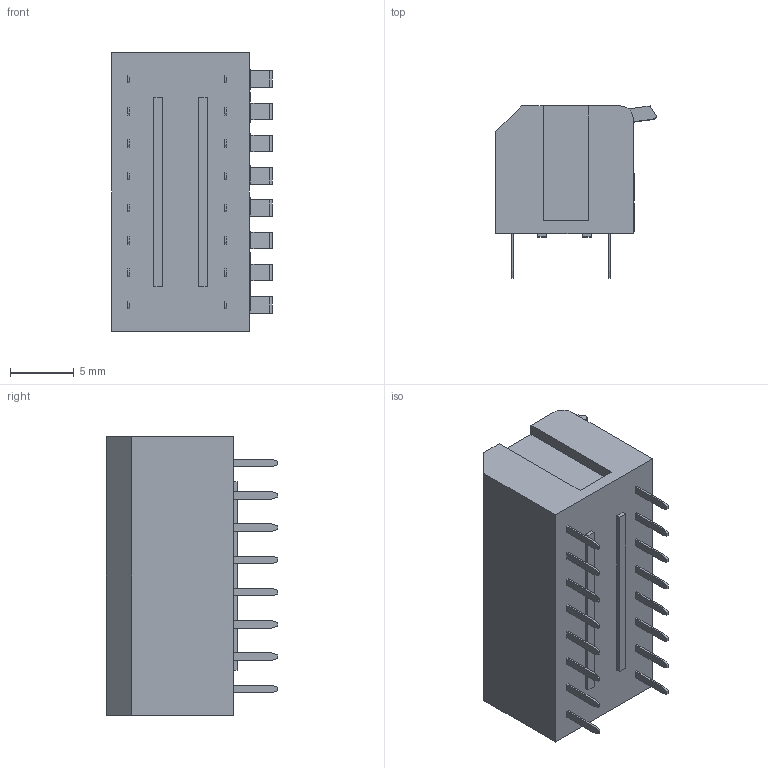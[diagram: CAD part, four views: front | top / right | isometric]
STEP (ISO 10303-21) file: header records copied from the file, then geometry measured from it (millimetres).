
FILE_DESCRIPTION((' '),'2;1');
FILE_NAME('KAP1108E.stp','2017-07-26T08:52:20',(' '),(' '),' ','ACIS',' ');
FILE_SCHEMA(('CONFIG_CONTROL_DESIGN'));
Length unit declared in the file: inch
Products named in the file (1): KAP1108E.stp
Bounding box: 12.61 x 13.5 x 21.88 mm (x, y, z)
Volume: 2226.6 mm3; surface area: 1399.2 mm2
Topology: 17 solids, 17 shells, 546 faces, 1387 edges, 850 vertices
Faces by surface type: plane 429, bspline 92, cylinder 25
Entity records: 16576 total; most frequent: CARTESIAN_POINT 3980, ORIENTED_EDGE 2774, DIRECTION 2165, EDGE_CURVE 1387, VECTOR 1151, LINE 1151, VERTEX_POINT 850, EDGE_LOOP 585
